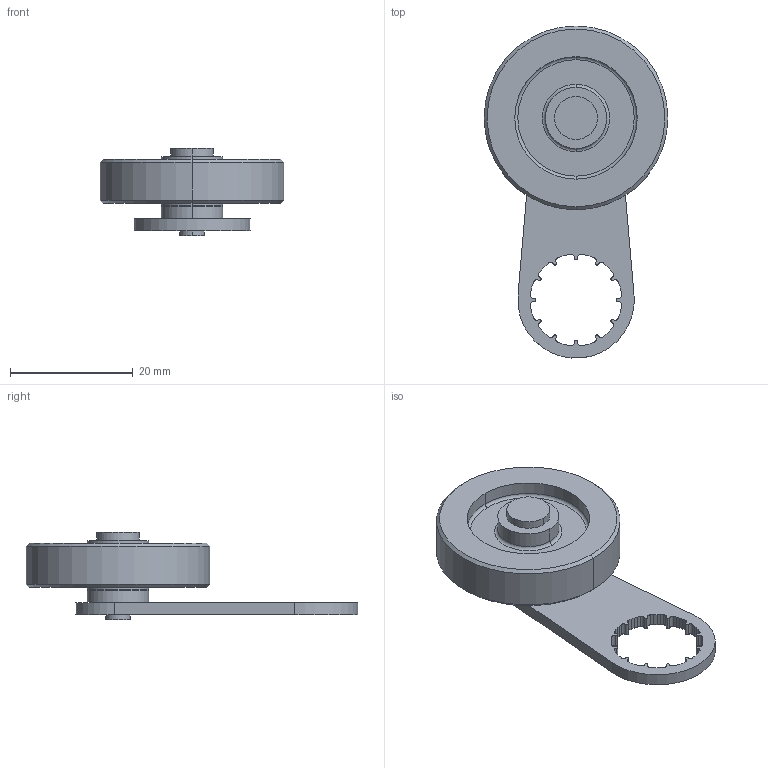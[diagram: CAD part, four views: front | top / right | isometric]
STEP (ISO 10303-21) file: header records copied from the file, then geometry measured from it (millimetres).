
FILE_DESCRIPTION(('STEP AP214'),'1');
FILE_NAME('cctmp_A317B9FE-8560-4960-8C62-AF42F8F8B38B_2023_07_21_11_52_30_0148..stp','2023-07-21T09:52:31',('SIEMENS A&D'),('CADClick - www.CADClick.com'),'Spatial InterOp 3D postprocessed',' ','unknown authorization');
FILE_SCHEMA(('AUTOMOTIVE_DESIGN'));
Length unit declared in the file: millimetre
Products named in the file (1): 2023_07_21_11_52_30_0139
Bounding box: 30 x 54.16 x 14.3 mm (x, y, z)
Volume: 5203 mm3; surface area: 4175.9 mm2
Topology: 1 solids, 1 shells, 179 faces, 481 edges, 315 vertices
Faces by surface type: plane 88, cylinder 77, torus 8, cone 6
Entity records: 9369 total; most frequent: DIRECTION 1013, STYLED_ITEM 974, PRESENTATION_STYLE_ASSIGNMENT 974, CARTESIAN_POINT 974, ORIENTED_EDGE 958, EDGE_CURVE 479, CURVE_STYLE 479, DRAUGHTING_PRE_DEFINED_CURVE_FONT 479
